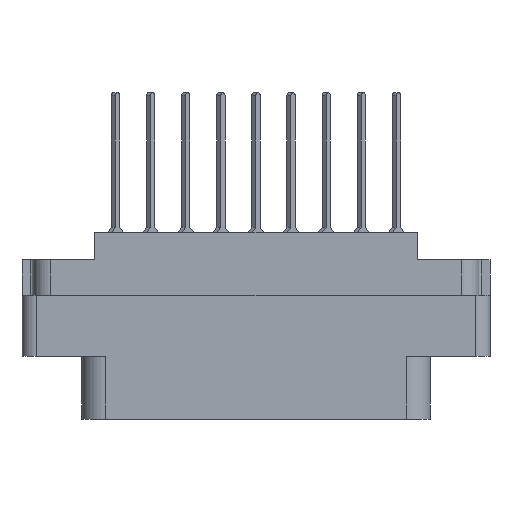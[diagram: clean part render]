
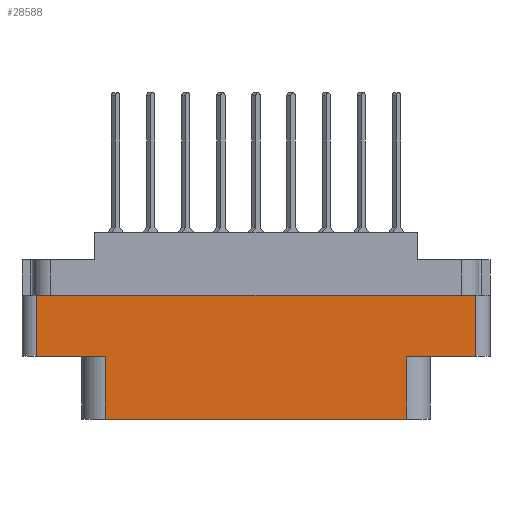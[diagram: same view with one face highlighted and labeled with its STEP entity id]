
A CAD part, front view. The second image highlights one B-rep face of the part: STEP entity #28588.
In plain terms, the highlighted planar face has unit normal (0, -1, 0).
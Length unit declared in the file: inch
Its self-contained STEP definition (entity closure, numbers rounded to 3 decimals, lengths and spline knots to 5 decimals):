
#18 = CARTESIAN_POINT ( 'NONE',  ( -0.644, -0.438, -0.529 ) ) ;
#136 = LINE ( 'NONE', #8113, #35071 ) ;
#1028 = EDGE_CURVE ( 'NONE', #3091, #36140, #12244, .T. ) ;
#1232 = LINE ( 'NONE', #30079, #17171 ) ;
#1501 = VECTOR ( 'NONE', #21708, 39.37008 ) ;
#1786 = DIRECTION ( 'NONE',  ( 0., 0., -1. ) ) ;
#1796 = ORIENTED_EDGE ( 'NONE', *, *, #24555, .T. ) ;
#3091 = VERTEX_POINT ( 'NONE', #34621 ) ;
#5526 = VECTOR ( 'NONE', #5791, 39.37008 ) ;
#5725 = CARTESIAN_POINT ( 'NONE',  ( -0.938, -0.438, -0.268 ) ) ;
#5791 = DIRECTION ( 'NONE',  ( 0., 0., -1. ) ) ;
#6559 = ORIENTED_EDGE ( 'NONE', *, *, #9224, .F. ) ;
#6952 = CARTESIAN_POINT ( 'NONE',  ( -0.644, -0.438, -0.529 ) ) ;
#7339 = CARTESIAN_POINT ( 'NONE',  ( -1., -0.438, -0.268 ) ) ;
#7901 = VERTEX_POINT ( 'NONE', #8740 ) ;
#8113 = CARTESIAN_POINT ( 'NONE',  ( 0.938, -0.438, -0.798 ) ) ;
#8740 = CARTESIAN_POINT ( 'NONE',  ( -0.644, -0.438, -0.798 ) ) ;
#8900 = EDGE_CURVE ( 'NONE', #7901, #31867, #27180, .T. ) ;
#9224 = EDGE_CURVE ( 'NONE', #17454, #29380, #12591, .T. ) ;
#9398 = EDGE_CURVE ( 'NONE', #15215, #17454, #19603, .T. ) ;
#9411 = CARTESIAN_POINT ( 'NONE',  ( 0., -0.438, -0.529 ) ) ;
#9542 = VECTOR ( 'NONE', #27685, 39.37008 ) ;
#11973 = EDGE_CURVE ( 'NONE', #36244, #7901, #20625, .T. ) ;
#12244 = LINE ( 'NONE', #15307, #9542 ) ;
#12591 = LINE ( 'NONE', #7339, #1501 ) ;
#13152 = VECTOR ( 'NONE', #18146, 39.37008 ) ;
#14233 = CARTESIAN_POINT ( 'NONE',  ( 0.644, -0.438, -0.798 ) ) ;
#15215 = VERTEX_POINT ( 'NONE', #28370 ) ;
#15307 = CARTESIAN_POINT ( 'NONE',  ( 0., -0.438, -0.529 ) ) ;
#16169 = ORIENTED_EDGE ( 'NONE', *, *, #1028, .F. ) ;
#16280 = DIRECTION ( 'NONE',  ( 0., -1., 0. ) ) ;
#16385 = EDGE_CURVE ( 'NONE', #36140, #31867, #1232, .T. ) ;
#17171 = VECTOR ( 'NONE', #35735, 39.37008 ) ;
#17454 = VERTEX_POINT ( 'NONE', #5725 ) ;
#17930 = VECTOR ( 'NONE', #28156, 39.37008 ) ;
#18023 = LINE ( 'NONE', #9411, #13152 ) ;
#18146 = DIRECTION ( 'NONE',  ( 1., 0., 0. ) ) ;
#18596 = ORIENTED_EDGE ( 'NONE', *, *, #9398, .F. ) ;
#18780 = CARTESIAN_POINT ( 'NONE',  ( -0.938, -0.438, -0.798 ) ) ;
#19312 = DIRECTION ( 'NONE',  ( 0., 0., 1. ) ) ;
#19336 = CARTESIAN_POINT ( 'NONE',  ( -0.938, -0.438, -0.798 ) ) ;
#19603 = LINE ( 'NONE', #19336, #20511 ) ;
#20468 = ORIENTED_EDGE ( 'NONE', *, *, #16385, .F. ) ;
#20511 = VECTOR ( 'NONE', #35726, 39.37008 ) ;
#20625 = LINE ( 'NONE', #18, #5526 ) ;
#20816 = FACE_OUTER_BOUND ( 'NONE', #32069, .T. ) ;
#21685 = PLANE ( 'NONE',  #24393 ) ;
#21708 = DIRECTION ( 'NONE',  ( 1., 0., 0. ) ) ;
#21851 = EDGE_CURVE ( 'NONE', #15215, #36244, #18023, .T. ) ;
#22046 = ORIENTED_EDGE ( 'NONE', *, *, #11973, .T. ) ;
#23780 = CARTESIAN_POINT ( 'NONE',  ( 0.938, -0.438, -0.268 ) ) ;
#24393 = AXIS2_PLACEMENT_3D ( 'NONE', #18780, #16280, #1786 ) ;
#24555 = EDGE_CURVE ( 'NONE', #3091, #29380, #136, .T. ) ;
#27180 = LINE ( 'NONE', #27790, #17930 ) ;
#27685 = DIRECTION ( 'NONE',  ( -1., 0., 0. ) ) ;
#27790 = CARTESIAN_POINT ( 'NONE',  ( -0.938, -0.438, -0.798 ) ) ;
#28156 = DIRECTION ( 'NONE',  ( 1., 0., 0. ) ) ;
#28370 = CARTESIAN_POINT ( 'NONE',  ( -0.938, -0.438, -0.529 ) ) ;
#28588 = ADVANCED_FACE ( 'NONE', ( #20816 ), #21685, .T. ) ;
#29380 = VERTEX_POINT ( 'NONE', #23780 ) ;
#30079 = CARTESIAN_POINT ( 'NONE',  ( 0.644, -0.438, -0.529 ) ) ;
#30982 = ORIENTED_EDGE ( 'NONE', *, *, #8900, .T. ) ;
#31867 = VERTEX_POINT ( 'NONE', #14233 ) ;
#32069 = EDGE_LOOP ( 'NONE', ( #22046, #30982, #20468, #16169, #1796, #6559, #18596, #32385 ) ) ;
#32385 = ORIENTED_EDGE ( 'NONE', *, *, #21851, .T. ) ;
#34621 = CARTESIAN_POINT ( 'NONE',  ( 0.938, -0.438, -0.529 ) ) ;
#35039 = CARTESIAN_POINT ( 'NONE',  ( 0.644, -0.438, -0.529 ) ) ;
#35071 = VECTOR ( 'NONE', #19312, 39.37008 ) ;
#35726 = DIRECTION ( 'NONE',  ( 0., 0., 1. ) ) ;
#35735 = DIRECTION ( 'NONE',  ( 0., 0., -1. ) ) ;
#36140 = VERTEX_POINT ( 'NONE', #35039 ) ;
#36244 = VERTEX_POINT ( 'NONE', #6952 ) ;
